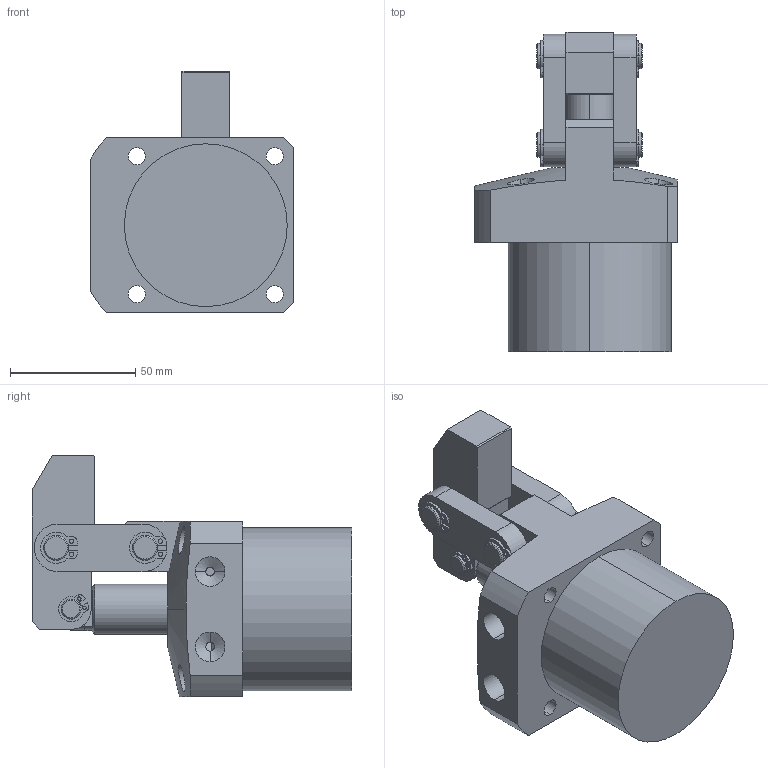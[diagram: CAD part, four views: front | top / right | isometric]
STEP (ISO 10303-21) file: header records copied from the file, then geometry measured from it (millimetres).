
FILE_DESCRIPTION (( 'STEP AP214' ), '1' );
FILE_NAME ('CLKA-065R油压杠杆缸三维图.STEP', '2023-07-10T03:35:32', ( 'PC' ), ( '' ), 'SwSTEP 2.0', 'SolidWorks 2016', '' );
FILE_SCHEMA (( 'AUTOMOTIVE_DESIGN' ));
Length unit declared in the file: millimetre
Products named in the file (9): CLKA-065蟀裝00_2; 065R掛极; CLKA-50酗种_1_1; CLKA-50揤旋00_1_1; CLKA-50开口挡圈10_1_1; CLKA-50开口挡圈8_1_1; 065活塞杆; CLKA-50傻种00_1_1; CLKA-065R油压杠杆缸三维图
Assembly tree (14 placements, depth 2):
  CLKA-065R油压杠杆缸三维图
    CLKA-50傻种00_1_1
    065活塞杆
    CLKA-50开口挡圈8_1_1  x2
    CLKA-50开口挡圈10_1_1  x4
    CLKA-50揤旋00_1_1
    CLKA-50酗种_1_1  x2
    065R掛极
    CLKA-065蟀裝00_2  x2
Bounding box: 81 x 127.5 x 96.5 mm (x, y, z)
Volume: 291732.8 mm3; surface area: 72970.6 mm2
Topology: 15 solids, 15 shells, 319 faces, 776 edges, 508 vertices
Faces by surface type: cylinder 181, plane 108, cone 29, bspline 1
Entity records: 9069 total; most frequent: CARTESIAN_POINT 1540, DIRECTION 1157, ORIENTED_EDGE 996, EDGE_CURVE 498, AXIS2_PLACEMENT_3D 461, VERTEX_POINT 324, EDGE_LOOP 258, CIRCLE 236
